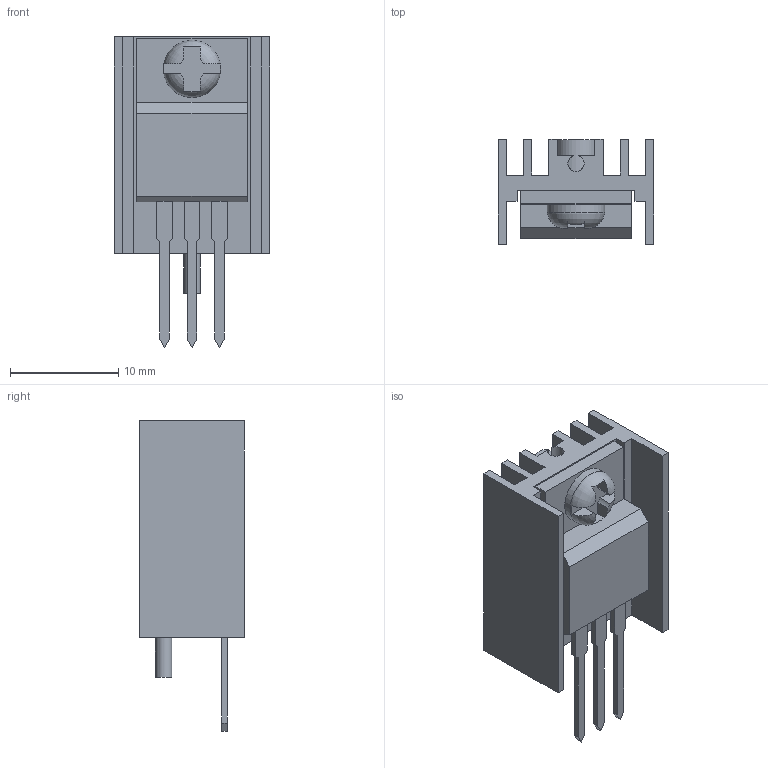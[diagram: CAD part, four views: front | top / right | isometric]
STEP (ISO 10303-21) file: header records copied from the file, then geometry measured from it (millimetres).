
FILE_DESCRIPTION(('FreeCAD Model'),'2;1');
FILE_NAME('Open CASCADE Shape Model','2025-08-02T12:42:45',( 'kicad StepUp'),('ksu MCAD'),'Open CASCADE STEP processor 7.9', 'FreeCAD','Unknown');
FILE_SCHEMA(('AUTOMOTIVE_DESIGN { 1 0 10303 214 1 1 1 1 }'));
Length unit declared in the file: millimetre
Products named in the file (5): TO-220-3_Vertical_Heatsink_A; TO-220-3_Vertical; HEADSINK; MOD_SCREW; POSTE
Assembly tree (4 placements, depth 2):
  TO-220-3_Vertical_Heatsink_A
    TO-220-3_Vertical
    HEADSINK
    MOD_SCREW
    POSTE
Bounding box: 14.4 x 9.7 x 28.68 mm (x, y, z)
Volume: 1555.4 mm3; surface area: 2736.1 mm2
Topology: 4 solids, 4 shells, 113 faces, 316 edges, 211 vertices
Faces by surface type: plane 101, cylinder 11, revolution 1
Full cylindrical faces by diameter (mm): 1.5 x1, 3.735 x1, 3.74 x2, 5.3 x1
Entity records: 4778 total; most frequent: CARTESIAN_POINT 1312, ORIENTED_EDGE 632, DIRECTION 561, EDGE_CURVE 316, LINE 272, VECTOR 272, VERTEX_POINT 211, AXIS2_PLACEMENT_3D 144
